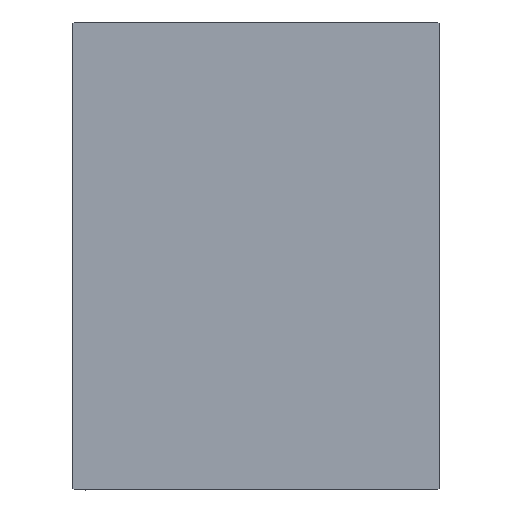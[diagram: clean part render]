
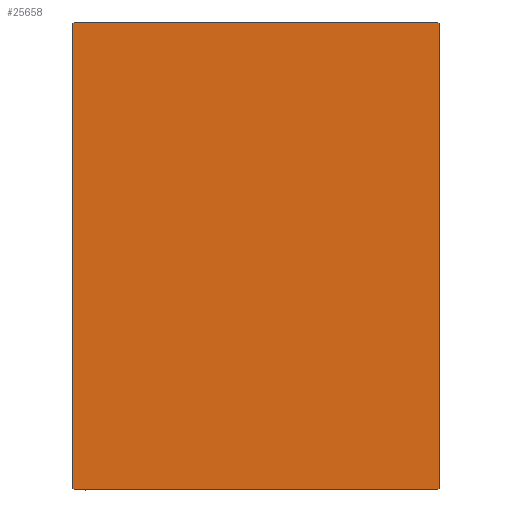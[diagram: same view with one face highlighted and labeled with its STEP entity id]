
A CAD part, left-side view. The second image highlights one B-rep face of the part: STEP entity #25658.
In plain terms, the highlighted face is planar.
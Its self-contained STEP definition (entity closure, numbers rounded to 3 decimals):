
#11 = LINE ( 'NONE', #22467, #19 ) ;
#19 = VECTOR ( 'NONE', #26335, 1000. ) ;
#95 = VECTOR ( 'NONE', #18521, 1000. ) ;
#313 = VECTOR ( 'NONE', #40819, 1000. ) ;
#526 = VECTOR ( 'NONE', #14031, 1000. ) ;
#853 = EDGE_CURVE ( 'NONE', #23911, #32007, #13971, .T. ) ;
#1393 = CARTESIAN_POINT ( 'NONE',  ( 138., 45., 57.2 ) ) ;
#4310 = ORIENTED_EDGE ( 'NONE', *, *, #29851, .T. ) ;
#4464 = EDGE_CURVE ( 'NONE', #37696, #27067, #42318, .T. ) ;
#4585 = CARTESIAN_POINT ( 'NONE',  ( 138., 45., -57.5 ) ) ;
#7103 = ORIENTED_EDGE ( 'NONE', *, *, #30049, .T. ) ;
#9875 = ORIENTED_EDGE ( 'NONE', *, *, #853, .T. ) ;
#9906 = VERTEX_POINT ( 'NONE', #37354 ) ;
#10126 = DIRECTION ( 'NONE',  ( 0., 0., -1. ) ) ;
#10753 = CARTESIAN_POINT ( 'NONE',  ( 138., 51.1, 51.1 ) ) ;
#11000 = CARTESIAN_POINT ( 'NONE',  ( 138., -44.7, -57.5 ) ) ;
#11291 = LINE ( 'NONE', #41135, #16444 ) ;
#11502 = DIRECTION ( 'NONE',  ( 0., 0.707, -0.707 ) ) ;
#12692 = CARTESIAN_POINT ( 'NONE',  ( 138., 44.7, 57.5 ) ) ;
#13971 = LINE ( 'NONE', #10753, #313 ) ;
#14031 = DIRECTION ( 'NONE',  ( 0., 0., 1. ) ) ;
#15907 = ORIENTED_EDGE ( 'NONE', *, *, #33710, .T. ) ;
#16352 = ORIENTED_EDGE ( 'NONE', *, *, #30056, .T. ) ;
#16444 = VECTOR ( 'NONE', #11502, 1000. ) ;
#18103 = LINE ( 'NONE', #41692, #22073 ) ;
#18315 = LINE ( 'NONE', #41905, #35210 ) ;
#18376 = ORIENTED_EDGE ( 'NONE', *, *, #4464, .T. ) ;
#18521 = DIRECTION ( 'NONE',  ( 0., 0.707, 0.707 ) ) ;
#19727 = ORIENTED_EDGE ( 'NONE', *, *, #25308, .T. ) ;
#20747 = LINE ( 'NONE', #4585, #526 ) ;
#21144 = DIRECTION ( 'NONE',  ( 0., 0., -1. ) ) ;
#22073 = VECTOR ( 'NONE', #21144, 1000. ) ;
#22224 = CARTESIAN_POINT ( 'NONE',  ( 138., 44.7, -57.5 ) ) ;
#22467 = CARTESIAN_POINT ( 'NONE',  ( 138., 45., 57.5 ) ) ;
#23911 = VERTEX_POINT ( 'NONE', #1393 ) ;
#24311 = LINE ( 'NONE', #37299, #36488 ) ;
#25308 = EDGE_CURVE ( 'NONE', #25697, #28907, #11291, .T. ) ;
#25658 = ADVANCED_FACE ( 'NONE', ( #36066 ), #29361, .T. ) ;
#25697 = VERTEX_POINT ( 'NONE', #39957 ) ;
#26335 = DIRECTION ( 'NONE',  ( 0., -1., 0. ) ) ;
#26822 = AXIS2_PLACEMENT_3D ( 'NONE', #33456, #39530, #10126 ) ;
#27067 = VERTEX_POINT ( 'NONE', #37741 ) ;
#27578 = VERTEX_POINT ( 'NONE', #34181 ) ;
#28907 = VERTEX_POINT ( 'NONE', #11000 ) ;
#29361 = PLANE ( 'NONE',  #26822 ) ;
#29851 = EDGE_CURVE ( 'NONE', #32007, #27578, #11, .T. ) ;
#30049 = EDGE_CURVE ( 'NONE', #9906, #25697, #18103, .T. ) ;
#30056 = EDGE_CURVE ( 'NONE', #27578, #9906, #18315, .T. ) ;
#31363 = ORIENTED_EDGE ( 'NONE', *, *, #37122, .T. ) ;
#31930 = DIRECTION ( 'NONE',  ( 0., -0.707, -0.707 ) ) ;
#32007 = VERTEX_POINT ( 'NONE', #12692 ) ;
#32133 = CARTESIAN_POINT ( 'NONE',  ( 138., 51.1, -51.1 ) ) ;
#33456 = CARTESIAN_POINT ( 'NONE',  ( 138., 0., 0. ) ) ;
#33710 = EDGE_CURVE ( 'NONE', #27067, #23911, #20747, .T. ) ;
#34181 = CARTESIAN_POINT ( 'NONE',  ( 138., -44.7, 57.5 ) ) ;
#34266 = DIRECTION ( 'NONE',  ( 0., 1., 0. ) ) ;
#34393 = EDGE_LOOP ( 'NONE', ( #31363, #18376, #15907, #9875, #4310, #16352, #7103, #19727 ) ) ;
#35210 = VECTOR ( 'NONE', #31930, 1000. ) ;
#36066 = FACE_OUTER_BOUND ( 'NONE', #34393, .T. ) ;
#36488 = VECTOR ( 'NONE', #34266, 1000. ) ;
#37122 = EDGE_CURVE ( 'NONE', #28907, #37696, #24311, .T. ) ;
#37299 = CARTESIAN_POINT ( 'NONE',  ( 138., -45., -57.5 ) ) ;
#37354 = CARTESIAN_POINT ( 'NONE',  ( 138., -45., 57.2 ) ) ;
#37696 = VERTEX_POINT ( 'NONE', #22224 ) ;
#37741 = CARTESIAN_POINT ( 'NONE',  ( 138., 45., -57.2 ) ) ;
#39530 = DIRECTION ( 'NONE',  ( 1., 0., 0. ) ) ;
#39957 = CARTESIAN_POINT ( 'NONE',  ( 138., -45., -57.2 ) ) ;
#40819 = DIRECTION ( 'NONE',  ( 0., -0.707, 0.707 ) ) ;
#41135 = CARTESIAN_POINT ( 'NONE',  ( 138., -51.1, -51.1 ) ) ;
#41692 = CARTESIAN_POINT ( 'NONE',  ( 138., -45., 57.5 ) ) ;
#41905 = CARTESIAN_POINT ( 'NONE',  ( 138., -51.1, 51.1 ) ) ;
#42318 = LINE ( 'NONE', #32133, #95 ) ;
